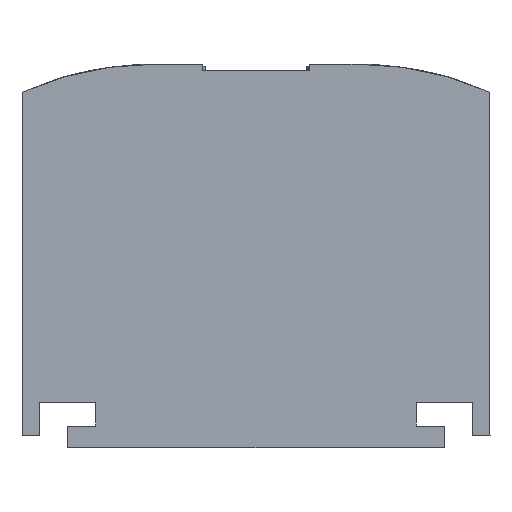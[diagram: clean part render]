
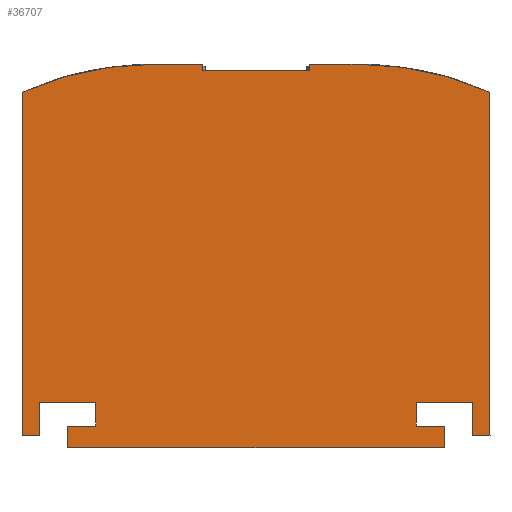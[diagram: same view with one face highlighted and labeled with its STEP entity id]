
A CAD part, left-side view. The second image highlights one B-rep face of the part: STEP entity #36707.
In plain terms, the highlighted face is planar.
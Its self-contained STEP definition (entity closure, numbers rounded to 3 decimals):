
#14285=CARTESIAN_POINT('',(15.745,14.969,37.546));
#14286=VERTEX_POINT('',#14285);
#14293=CARTESIAN_POINT('',(10.105,17.595,37.546));
#14294=VERTEX_POINT('',#14293);
#14295=CARTESIAN_POINT('',(6.731,2.979,37.546));
#14296=DIRECTION('',(0.,0.,-1.));
#14297=DIRECTION('',(-0.899,0.438,0.));
#14298=AXIS2_PLACEMENT_3D('',#14295,#14296,#14297);
#14299=CIRCLE('',#14298,15.);
#14300=EDGE_CURVE('',#14294,#14286,#14299,.T.);
#14471=CARTESIAN_POINT('',(11.746,1.206,37.546));
#14472=VERTEX_POINT('',#14471);
#14480=CARTESIAN_POINT('',(9.213,1.791,37.546));
#14481=VERTEX_POINT('',#14480);
#14488=CARTESIAN_POINT('',(11.746,1.206,37.546));
#14489=DIRECTION('',(-0.974,0.225,0.));
#14490=VECTOR('',#14489,2.6);
#14491=LINE('',#14488,#14490);
#14492=EDGE_CURVE('',#14472,#14481,#14491,.T.);
#15078=CARTESIAN_POINT('',(-6.947,3.366,37.546));
#15079=VERTEX_POINT('',#15078);
#15087=CARTESIAN_POINT('',(-6.722,4.341,37.546));
#15088=VERTEX_POINT('',#15087);
#15095=CARTESIAN_POINT('',(-6.722,4.341,37.546));
#15096=DIRECTION('',(-0.225,-0.974,0.));
#15097=VECTOR('',#15096,1.);
#15098=LINE('',#15095,#15097);
#15099=EDGE_CURVE('',#15088,#15079,#15098,.T.);
#15141=CARTESIAN_POINT('',(-5.455,4.048,37.546));
#15142=VERTEX_POINT('',#15141);
#15150=CARTESIAN_POINT('',(-5.208,5.12,37.546));
#15151=VERTEX_POINT('',#15150);
#15158=CARTESIAN_POINT('',(-5.208,5.12,37.546));
#15159=DIRECTION('',(-0.225,-0.974,0.));
#15160=VECTOR('',#15159,1.1);
#15161=LINE('',#15158,#15160);
#15162=EDGE_CURVE('',#15151,#15142,#15161,.T.);
#15174=CARTESIAN_POINT('',(-7.741,5.705,37.546));
#15175=VERTEX_POINT('',#15174);
#15182=CARTESIAN_POINT('',(-5.208,5.12,37.546));
#15183=DIRECTION('',(-0.974,0.225,0.));
#15184=VECTOR('',#15183,2.6);
#15185=LINE('',#15182,#15184);
#15186=EDGE_CURVE('',#15151,#15175,#15185,.T.);
#15323=CARTESIAN_POINT('',(0.919,19.716,37.546));
#15324=VERTEX_POINT('',#15323);
#15331=CARTESIAN_POINT('',(-5.301,19.828,37.546));
#15332=VERTEX_POINT('',#15331);
#15333=CARTESIAN_POINT('',(-2.456,5.1,37.546));
#15334=DIRECTION('',(0.,0.,-1.));
#15335=DIRECTION('',(0.899,-0.438,0.));
#15336=AXIS2_PLACEMENT_3D('',#15333,#15334,#15335);
#15337=CIRCLE('',#15336,15.);
#15338=EDGE_CURVE('',#15332,#15324,#15337,.T.);
#29278=CARTESIAN_POINT('',(7.903,18.103,37.546));
#29279=VERTEX_POINT('',#29278);
#29286=CARTESIAN_POINT('',(7.836,17.811,37.546));
#29287=VERTEX_POINT('',#29286);
#29288=CARTESIAN_POINT('',(7.836,17.811,37.546));
#29289=DIRECTION('',(0.225,0.974,0.));
#29290=VECTOR('',#29289,0.3);
#29291=LINE('',#29288,#29290);
#29292=EDGE_CURVE('',#29287,#29279,#29291,.T.);
#31698=CARTESIAN_POINT('',(3.053,18.915,37.546));
#31699=VERTEX_POINT('',#31698);
#31706=CARTESIAN_POINT('',(3.12,19.208,37.546));
#31707=VERTEX_POINT('',#31706);
#31708=CARTESIAN_POINT('',(3.053,18.915,37.546));
#31709=DIRECTION('',(0.225,0.974,0.));
#31710=VECTOR('',#31709,0.3);
#31711=LINE('',#31708,#31710);
#31712=EDGE_CURVE('',#31699,#31707,#31711,.T.);
#33202=CARTESIAN_POINT('',(7.836,17.811,37.546));
#33203=DIRECTION('',(-0.974,0.225,0.));
#33204=VECTOR('',#33203,4.909);
#33205=LINE('',#33202,#33204);
#33206=EDGE_CURVE('',#29287,#31699,#33205,.T.);
#33644=CARTESIAN_POINT('',(10.105,17.595,37.546));
#33645=DIRECTION('',(-0.974,0.225,0.));
#33646=VECTOR('',#33645,2.26);
#33647=LINE('',#33644,#33646);
#33648=EDGE_CURVE('',#14294,#29279,#33647,.T.);
#36575=CARTESIAN_POINT('',(12.177,-0.485,37.546));
#36576=VERTEX_POINT('',#36575);
#36577=CARTESIAN_POINT('',(15.745,14.969,37.546));
#36578=DIRECTION('',(-0.225,-0.974,0.));
#36579=VECTOR('',#36578,15.86);
#36580=LINE('',#36577,#36579);
#36581=EDGE_CURVE('',#14286,#36576,#36580,.T.);
#36601=CARTESIAN_POINT('',(11.398,-0.305,37.546));
#36602=VERTEX_POINT('',#36601);
#36609=CARTESIAN_POINT('',(11.398,-0.305,37.546));
#36610=DIRECTION('',(0.974,-0.225,-0.));
#36611=VECTOR('',#36610,0.8);
#36612=LINE('',#36609,#36611);
#36613=EDGE_CURVE('',#36602,#36576,#36612,.T.);
#36618=CARTESIAN_POINT('',(3.124,8.533,37.546));
#36619=DIRECTION('',(0.,0.,-1.));
#36620=DIRECTION('',(-0.974,0.225,0.));
#36621=AXIS2_PLACEMENT_3D('',#36618,#36619,#36620);
#36622=PLANE('',#36621);
#36623=CARTESIAN_POINT('',(10.007,-0.548,37.546));
#36624=VERTEX_POINT('',#36623);
#36625=CARTESIAN_POINT('',(-6.947,3.366,37.546));
#36626=DIRECTION('',(0.974,-0.225,-0.));
#36627=VECTOR('',#36626,17.4);
#36628=LINE('',#36625,#36627);
#36629=EDGE_CURVE('',#15079,#36624,#36628,.T.);
#36630=ORIENTED_EDGE('',*,*,#36629,.F.);
#36631=ORIENTED_EDGE('',*,*,#15099,.F.);
#36632=CARTESIAN_POINT('',(-6.722,4.341,37.546));
#36633=DIRECTION('',(0.974,-0.225,-0.));
#36634=VECTOR('',#36633,1.3);
#36635=LINE('',#36632,#36634);
#36636=EDGE_CURVE('',#15088,#15142,#36635,.T.);
#36637=ORIENTED_EDGE('',*,*,#36636,.T.);
#36638=ORIENTED_EDGE('',*,*,#15162,.F.);
#36639=ORIENTED_EDGE('',*,*,#15186,.T.);
#36640=CARTESIAN_POINT('',(-8.09,4.195,37.546));
#36641=VERTEX_POINT('',#36640);
#36642=CARTESIAN_POINT('',(-7.741,5.705,37.546));
#36643=DIRECTION('',(-0.225,-0.974,0.));
#36644=VECTOR('',#36643,1.55);
#36645=LINE('',#36642,#36644);
#36646=EDGE_CURVE('',#15175,#36641,#36645,.T.);
#36647=ORIENTED_EDGE('',*,*,#36646,.T.);
#36648=CARTESIAN_POINT('',(-8.869,4.375,37.546));
#36649=VERTEX_POINT('',#36648);
#36650=CARTESIAN_POINT('',(-8.09,4.195,37.546));
#36651=DIRECTION('',(-0.974,0.225,0.));
#36652=VECTOR('',#36651,0.8);
#36653=LINE('',#36650,#36652);
#36654=EDGE_CURVE('',#36641,#36649,#36653,.T.);
#36655=ORIENTED_EDGE('',*,*,#36654,.T.);
#36656=CARTESIAN_POINT('',(-5.301,19.828,37.546));
#36657=DIRECTION('',(-0.225,-0.974,0.));
#36658=VECTOR('',#36657,15.86);
#36659=LINE('',#36656,#36658);
#36660=EDGE_CURVE('',#15332,#36649,#36659,.T.);
#36661=ORIENTED_EDGE('',*,*,#36660,.F.);
#36662=ORIENTED_EDGE('',*,*,#15338,.T.);
#36663=CARTESIAN_POINT('',(0.919,19.716,37.546));
#36664=DIRECTION('',(0.974,-0.225,-0.));
#36665=VECTOR('',#36664,2.26);
#36666=LINE('',#36663,#36665);
#36667=EDGE_CURVE('',#15324,#31707,#36666,.T.);
#36668=ORIENTED_EDGE('',*,*,#36667,.T.);
#36669=ORIENTED_EDGE('',*,*,#31712,.F.);
#36670=ORIENTED_EDGE('',*,*,#33206,.F.);
#36671=ORIENTED_EDGE('',*,*,#29292,.T.);
#36672=ORIENTED_EDGE('',*,*,#33648,.F.);
#36673=ORIENTED_EDGE('',*,*,#14300,.T.);
#36674=ORIENTED_EDGE('',*,*,#36581,.T.);
#36675=ORIENTED_EDGE('',*,*,#36613,.F.);
#36676=CARTESIAN_POINT('',(11.746,1.206,37.546));
#36677=DIRECTION('',(-0.225,-0.974,0.));
#36678=VECTOR('',#36677,1.55);
#36679=LINE('',#36676,#36678);
#36680=EDGE_CURVE('',#14472,#36602,#36679,.T.);
#36681=ORIENTED_EDGE('',*,*,#36680,.F.);
#36682=ORIENTED_EDGE('',*,*,#14492,.T.);
#36683=CARTESIAN_POINT('',(8.965,0.719,37.546));
#36684=VERTEX_POINT('',#36683);
#36685=CARTESIAN_POINT('',(9.213,1.791,37.546));
#36686=DIRECTION('',(-0.225,-0.974,0.));
#36687=VECTOR('',#36686,1.1);
#36688=LINE('',#36685,#36687);
#36689=EDGE_CURVE('',#14481,#36684,#36688,.T.);
#36690=ORIENTED_EDGE('',*,*,#36689,.T.);
#36691=CARTESIAN_POINT('',(10.232,0.426,37.546));
#36692=VERTEX_POINT('',#36691);
#36693=CARTESIAN_POINT('',(10.232,0.426,37.546));
#36694=DIRECTION('',(-0.974,0.225,0.));
#36695=VECTOR('',#36694,1.3);
#36696=LINE('',#36693,#36695);
#36697=EDGE_CURVE('',#36692,#36684,#36696,.T.);
#36698=ORIENTED_EDGE('',*,*,#36697,.F.);
#36699=CARTESIAN_POINT('',(10.232,0.426,37.546));
#36700=DIRECTION('',(-0.225,-0.974,0.));
#36701=VECTOR('',#36700,1.);
#36702=LINE('',#36699,#36701);
#36703=EDGE_CURVE('',#36692,#36624,#36702,.T.);
#36704=ORIENTED_EDGE('',*,*,#36703,.T.);
#36705=EDGE_LOOP('',(#36630,#36631,#36637,#36638,#36639,#36647,#36655,#36661,#36662,#36668,#36669,#36670,#36671,#36672,#36673,#36674,#36675,#36681,#36682,#36690,#36698,#36704));
#36706=FACE_BOUND('',#36705,.T.);
#36707=ADVANCED_FACE('',(#36706),#36622,.T.);
